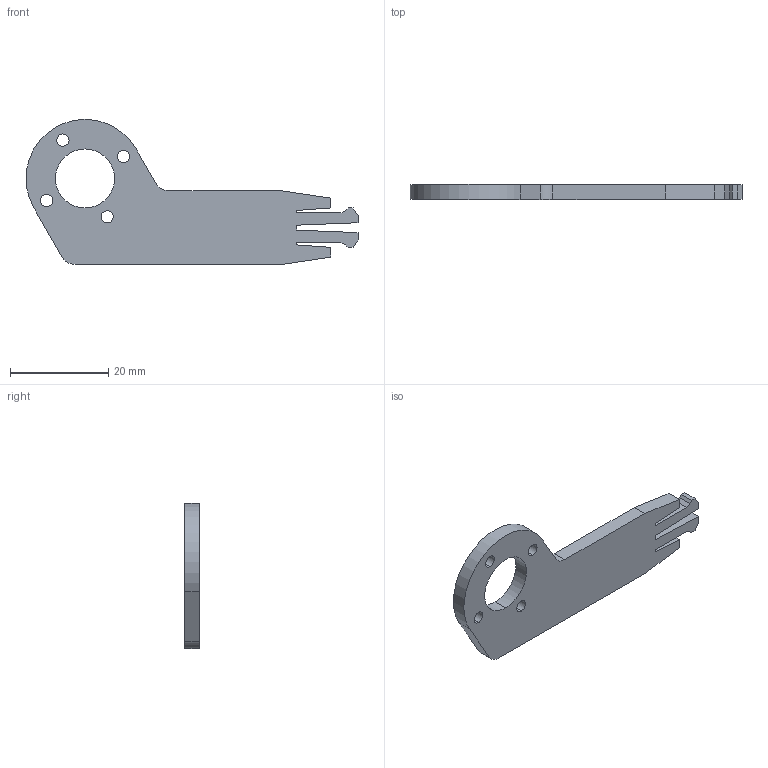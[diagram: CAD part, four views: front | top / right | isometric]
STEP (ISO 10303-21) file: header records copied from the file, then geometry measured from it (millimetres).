
FILE_DESCRIPTION (( 'STEP AP203' ), '1' );
FILE_NAME ('lever-outer.step', '2015-02-17T12:51:11', ( 'Cesar' ), ( '' ), 'SwSTEP 2.0', 'SolidWorks 2013', '' );
FILE_SCHEMA (( 'CONFIG_CONTROL_DESIGN' ));
Length unit declared in the file: millimetre
Products named in the file (1): lever-outer
Bounding box: 67.5 x 3 x 29.5 mm (x, y, z)
Volume: 3079.5 mm3; surface area: 2932.7 mm2
Topology: 1 solids, 1 shells, 42 faces, 120 edges, 80 vertices
Faces by surface type: plane 29, cylinder 13
Entity records: 1467 total; most frequent: CARTESIAN_POINT 243, ORIENTED_EDGE 240, DIRECTION 232, EDGE_CURVE 120, VECTOR 94, LINE 94, VERTEX_POINT 80, AXIS2_PLACEMENT_3D 69
